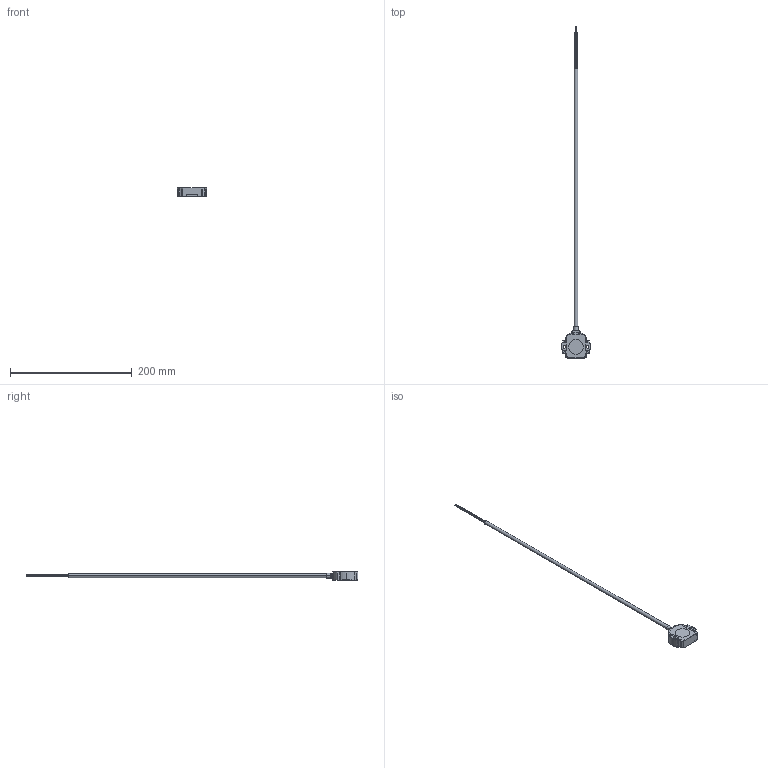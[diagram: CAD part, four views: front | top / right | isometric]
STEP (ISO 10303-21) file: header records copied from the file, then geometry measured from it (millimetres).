
FILE_DESCRIPTION (( 'STEP AP214' ), '1' );
FILE_NAME ('RFC-48_-2(48_4)-_ _ _-_ _ _-302.step', '2020-07-02T11:45:14', ( '' ), ( '' ), 'SwSTEP 2.0', 'SolidWorks 2020', '' );
FILE_SCHEMA (( 'AUTOMOTIVE_DESIGN' ));
Length unit declared in the file: millimetre
Products named in the file (1): RFC-48_-2(48_4)-_ _ _-_ _ _-302
Bounding box: 47.6 x 544.7 x 13.8 mm (x, y, z)
Volume: 34375.8 mm3; surface area: 17532.7 mm2
Topology: 1 solids, 1 shells, 219 faces, 602 edges, 400 vertices
Faces by surface type: plane 125, cylinder 88, torus 6
Entity records: 9544 total; most frequent: CARTESIAN_POINT 1322, DIRECTION 1235, ORIENTED_EDGE 1204, EDGE_CURVE 602, AXIS2_PLACEMENT_3D 429, VERTEX_POINT 400, LINE 377, VECTOR 377
